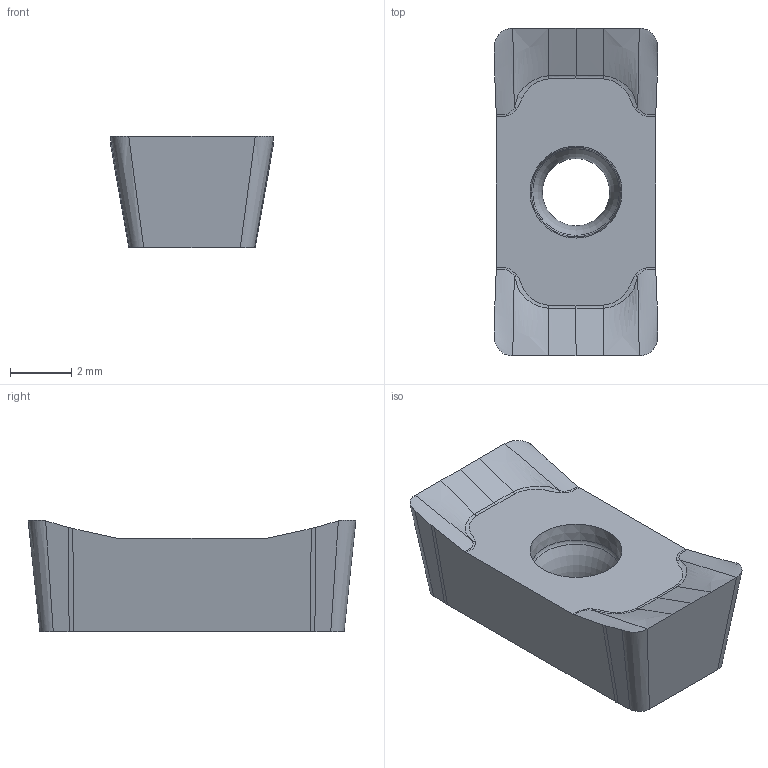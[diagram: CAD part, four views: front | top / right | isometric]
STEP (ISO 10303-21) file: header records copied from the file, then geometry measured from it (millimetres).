
FILE_DESCRIPTION(/* description */ (''),/* implementation_level */ '2;1');
FILE_NAME(/* name */ '1699262399507.stp',/* time_stamp */ '2023-11-06T14:50:14+05:00',/* author */ (''),/* organization */ ('SMS'),/* preprocessor_version */ 'ST-DEVELOPER v16.7',/* originating_system */ 'SIEMENS PLM Software NX 12.0',/* authorisation */ '');
FILE_SCHEMA (('AUTOMOTIVE_DESIGN { 1 0 10303 214 3 1 1 1 }'));
Length unit declared in the file: millimetre
Products named in the file (1): 204986326mod000_00
Bounding box: 5.33 x 10.7 x 3.64 mm (x, y, z)
Volume: 136.7 mm3; surface area: 209.6 mm2
Topology: 1 solids, 1 shells, 46 faces, 133 edges, 91 vertices
Faces by surface type: bspline 28, plane 10, cylinder 5, torus 2, cone 1
Full cylindrical faces by diameter (mm): 2.2 x1
Entity records: 5010 total; most frequent: CARTESIAN_POINT 4039, ORIENTED_EDGE 254, EDGE_CURVE 127, B_SPLINE_CURVE_WITH_KNOTS 91, VERTEX_POINT 87, DIRECTION 86, EDGE_LOOP 52, ADVANCED_FACE 46
